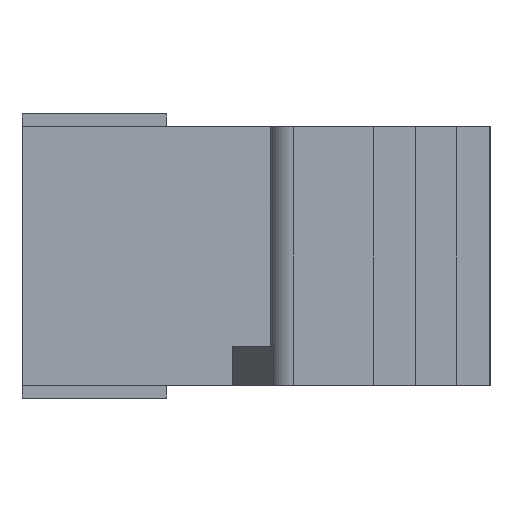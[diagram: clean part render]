
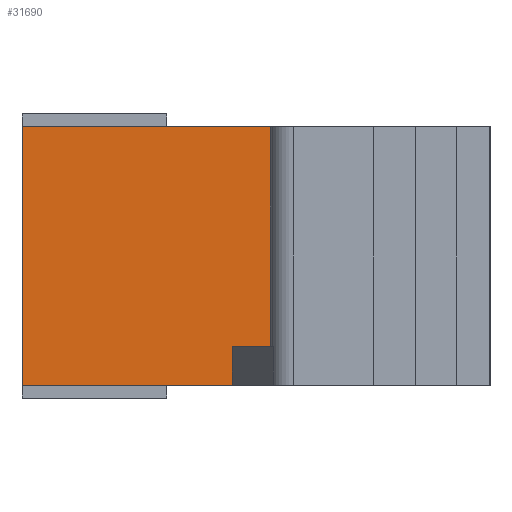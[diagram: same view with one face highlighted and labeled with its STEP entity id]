
A CAD part, left-side view. The second image highlights one B-rep face of the part: STEP entity #31690.
In plain terms, the highlighted planar face has unit normal (-1, 0, 0).
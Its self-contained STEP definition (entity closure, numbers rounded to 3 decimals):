
#5260=CARTESIAN_POINT('',(3.2,13.6,0.5));
#5270=VERTEX_POINT('',#5260);
#5300=CARTESIAN_POINT('',(3.2,0.,0.5));
#5310=DIRECTION('',(0.,1.,0.));
#5320=VECTOR('',#5310,1.);
#5330=LINE('',#5300,#5320);
#5340=CARTESIAN_POINT('',(3.2,5.467,0.5));
#5350=VERTEX_POINT('',#5340);
#5360=EDGE_CURVE('',#5350,#5270,#5330,.T.);
#21760=CARTESIAN_POINT('',(3.2,0.,2.));
#21770=DIRECTION('',(0.,1.,0.));
#21780=VECTOR('',#21770,1.);
#21790=LINE('',#21760,#21780);
#21800=CARTESIAN_POINT('',(3.2,1.5,2.));
#21810=VERTEX_POINT('',#21800);
#21820=CARTESIAN_POINT('',(3.2,5.467,2.));
#21830=VERTEX_POINT('',#21820);
#21840=EDGE_CURVE('',#21810,#21830,#21790,.T.);
#31320=CARTESIAN_POINT('',(3.2,13.6,10.5));
#31330=DIRECTION('',(-1.,0.,0.));
#31340=DIRECTION('',(0.,1.,0.));
#31350=AXIS2_PLACEMENT_3D('',#31320,#31330,#31340);
#31360=PLANE('',#31350);
#31370=CARTESIAN_POINT('',(3.2,0.,10.5));
#31380=DIRECTION('',(0.,-1.,0.));
#31390=VECTOR('',#31380,1.);
#31400=LINE('',#31370,#31390);
#31410=CARTESIAN_POINT('',(3.2,13.6,10.5));
#31420=VERTEX_POINT('',#31410);
#31430=CARTESIAN_POINT('',(3.2,1.5,10.5));
#31440=VERTEX_POINT('',#31430);
#31450=EDGE_CURVE('',#31420,#31440,#31400,.T.);
#31460=ORIENTED_EDGE('',*,*,#31450,.F.);
#31470=CARTESIAN_POINT('',(3.2,1.5,0.));
#31480=DIRECTION('',(0.,0.,1.));
#31490=VECTOR('',#31480,1.);
#31500=LINE('',#31470,#31490);
#31510=EDGE_CURVE('',#21810,#31440,#31500,.T.);
#31520=ORIENTED_EDGE('',*,*,#31510,.T.);
#31530=ORIENTED_EDGE('',*,*,#21840,.F.);
#31540=CARTESIAN_POINT('',(3.2,5.467,0.));
#31550=DIRECTION('',(0.,0.,-1.));
#31560=VECTOR('',#31550,1.);
#31570=LINE('',#31540,#31560);
#31580=EDGE_CURVE('',#21830,#5350,#31570,.T.);
#31590=ORIENTED_EDGE('',*,*,#31580,.F.);
#31600=ORIENTED_EDGE('',*,*,#5360,.F.);
#31610=CARTESIAN_POINT('',(3.2,13.6,0.));
#31620=DIRECTION('',(0.,0.,1.));
#31630=VECTOR('',#31620,1.);
#31640=LINE('',#31610,#31630);
#31650=EDGE_CURVE('',#5270,#31420,#31640,.T.);
#31660=ORIENTED_EDGE('',*,*,#31650,.F.);
#31670=EDGE_LOOP('',(#31660,#31600,#31590,#31530,#31520,#31460));
#31680=FACE_OUTER_BOUND('',#31670,.T.);
#31690=ADVANCED_FACE('',(#31680),#31360,.T.);
